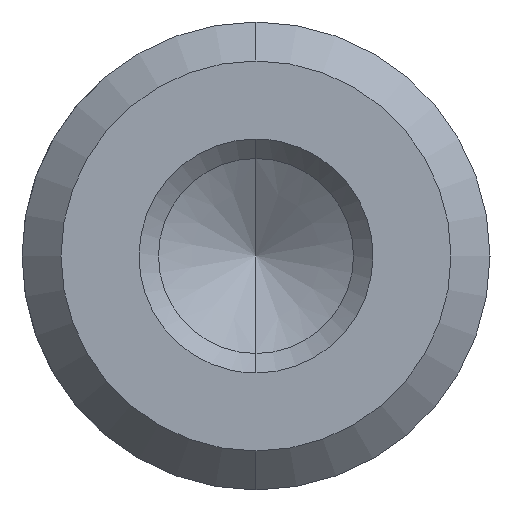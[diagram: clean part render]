
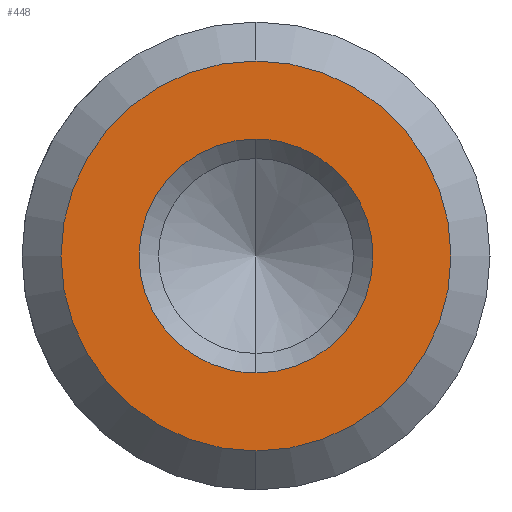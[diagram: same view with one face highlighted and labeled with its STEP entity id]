
A CAD part, left-side view. The second image highlights one B-rep face of the part: STEP entity #448.
In plain terms, the highlighted planar face has unit normal (-1, 0, 0).
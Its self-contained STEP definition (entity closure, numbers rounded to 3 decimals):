
#194=AXIS2_PLACEMENT_3D('Circle Axis2P3D',#192,#193,$) ;
#375=AXIS2_PLACEMENT_3D('Circle Axis2P3D',#373,#374,$) ;
#388=AXIS2_PLACEMENT_3D('Plane Axis2P3D',#385,#386,#387) ;
#192=CARTESIAN_POINT('Axis2P3D Location',(0.,0.,0.)) ;
#196=CARTESIAN_POINT('Vertex',(0.,0.,-2.5)) ;
#198=CARTESIAN_POINT('Vertex',(0.,0.,2.5)) ;
#373=CARTESIAN_POINT('Axis2P3D Location',(0.,0.,0.)) ;
#385=CARTESIAN_POINT('Axis2P3D Location',(0.,0.,0.)) ;
#395=CARTESIAN_POINT('Control Point',(0.,0.,1.5)) ;
#396=CARTESIAN_POINT('Control Point',(0.,0.18,1.5)) ;
#397=CARTESIAN_POINT('Control Point',(0.,0.36,1.473)) ;
#398=CARTESIAN_POINT('Control Point',(0.,0.535,1.419)) ;
#399=CARTESIAN_POINT('Control Point',(0.,0.862,1.26)) ;
#400=CARTESIAN_POINT('Control Point',(0.,1.129,1.012)) ;
#401=CARTESIAN_POINT('Control Point',(0.,1.242,0.869)) ;
#402=CARTESIAN_POINT('Control Point',(0.,1.423,0.553)) ;
#403=CARTESIAN_POINT('Control Point',(0.,1.503,0.198)) ;
#404=CARTESIAN_POINT('Control Point',(0.,1.516,0.016)) ;
#405=CARTESIAN_POINT('Control Point',(0.,1.487,-0.347)) ;
#406=CARTESIAN_POINT('Control Point',(0.,1.353,-0.685)) ;
#407=CARTESIAN_POINT('Control Point',(0.,1.26,-0.843)) ;
#408=CARTESIAN_POINT('Control Point',(0.,1.031,-1.126)) ;
#409=CARTESIAN_POINT('Control Point',(0.,0.73,-1.329)) ;
#410=CARTESIAN_POINT('Control Point',(0.,0.564,-1.407)) ;
#411=CARTESIAN_POINT('Control Point',(0.,0.349,-1.472)) ;
#412=CARTESIAN_POINT('Control Point',(0.,0.127,-1.495)) ;
#413=CARTESIAN_POINT('Control Point',(0.,0.085,-1.498)) ;
#414=CARTESIAN_POINT('Control Point',(0.,0.042,-1.5)) ;
#415=CARTESIAN_POINT('Control Point',(0.,0.,-1.5)) ;
#416=CARTESIAN_POINT('Vertex',(0.,0.,1.5)) ;
#418=CARTESIAN_POINT('Vertex',(0.,0.,-1.5)) ;
#422=CARTESIAN_POINT('Control Point',(0.,0.,-1.5)) ;
#423=CARTESIAN_POINT('Control Point',(0.,-0.18,-1.5)) ;
#424=CARTESIAN_POINT('Control Point',(0.,-0.36,-1.473)) ;
#425=CARTESIAN_POINT('Control Point',(0.,-0.535,-1.419)) ;
#426=CARTESIAN_POINT('Control Point',(0.,-0.862,-1.26)) ;
#427=CARTESIAN_POINT('Control Point',(0.,-1.129,-1.012)) ;
#428=CARTESIAN_POINT('Control Point',(0.,-1.242,-0.869)) ;
#429=CARTESIAN_POINT('Control Point',(0.,-1.423,-0.553)) ;
#430=CARTESIAN_POINT('Control Point',(0.,-1.503,-0.198)) ;
#431=CARTESIAN_POINT('Control Point',(0.,-1.516,-0.016)) ;
#432=CARTESIAN_POINT('Control Point',(0.,-1.487,0.347)) ;
#433=CARTESIAN_POINT('Control Point',(0.,-1.353,0.685)) ;
#434=CARTESIAN_POINT('Control Point',(0.,-1.26,0.843)) ;
#435=CARTESIAN_POINT('Control Point',(0.,-1.031,1.126)) ;
#436=CARTESIAN_POINT('Control Point',(0.,-0.73,1.329)) ;
#437=CARTESIAN_POINT('Control Point',(0.,-0.564,1.407)) ;
#438=CARTESIAN_POINT('Control Point',(0.,-0.349,1.472)) ;
#439=CARTESIAN_POINT('Control Point',(0.,-0.127,1.495)) ;
#440=CARTESIAN_POINT('Control Point',(0.,-0.085,1.498)) ;
#441=CARTESIAN_POINT('Control Point',(0.,-0.042,1.5)) ;
#442=CARTESIAN_POINT('Control Point',(0.,0.,1.5)) ;
#193=DIRECTION('Axis2P3D Direction',(1.,0.,0.)) ;
#374=DIRECTION('Axis2P3D Direction',(1.,0.,0.)) ;
#386=DIRECTION('Axis2P3D Direction',(1.,-0.,0.)) ;
#387=DIRECTION('Axis2P3D XDirection',(0.,0.,-1.)) ;
#391=ORIENTED_EDGE('',*,*,#200,.F.) ;
#392=ORIENTED_EDGE('',*,*,#377,.F.) ;
#445=ORIENTED_EDGE('',*,*,#420,.F.) ;
#446=ORIENTED_EDGE('',*,*,#443,.F.) ;
#447=FACE_BOUND('',#444,.T.) ;
#448=ADVANCED_FACE('Imported1',(#393,#447),#389,.F.) ;
#394=B_SPLINE_CURVE_WITH_KNOTS('',5,(#395,#396,#397,#398,#399,#400,#401,#402,#403,#404,#405,#406,#407,#408,#409,#410,#411,#412,#413,#414,#415),.UNSPECIFIED.,.F.,.U.,(6,3,3,3,3,3,6),(0.,1.273,2.546,3.818,5.091,6.364,6.664),.UNSPECIFIED.) ;
#421=B_SPLINE_CURVE_WITH_KNOTS('',5,(#422,#423,#424,#425,#426,#427,#428,#429,#430,#431,#432,#433,#434,#435,#436,#437,#438,#439,#440,#441,#442),.UNSPECIFIED.,.F.,.U.,(6,3,3,3,3,3,6),(0.,1.273,2.546,3.818,5.091,6.364,6.664),.UNSPECIFIED.) ;
#195=CIRCLE('generated circle',#194,2.5) ;
#376=CIRCLE('generated circle',#375,2.5) ;
#200=EDGE_CURVE('',#197,#199,#195,.T.) ;
#377=EDGE_CURVE('',#199,#197,#376,.T.) ;
#420=EDGE_CURVE('',#417,#419,#394,.T.) ;
#443=EDGE_CURVE('',#419,#417,#421,.T.) ;
#390=EDGE_LOOP('',(#391,#392)) ;
#444=EDGE_LOOP('',(#445,#446)) ;
#393=FACE_OUTER_BOUND('',#390,.T.) ;
#389=PLANE('',#388) ;
#197=VERTEX_POINT('',#196) ;
#199=VERTEX_POINT('',#198) ;
#417=VERTEX_POINT('',#416) ;
#419=VERTEX_POINT('',#418) ;
